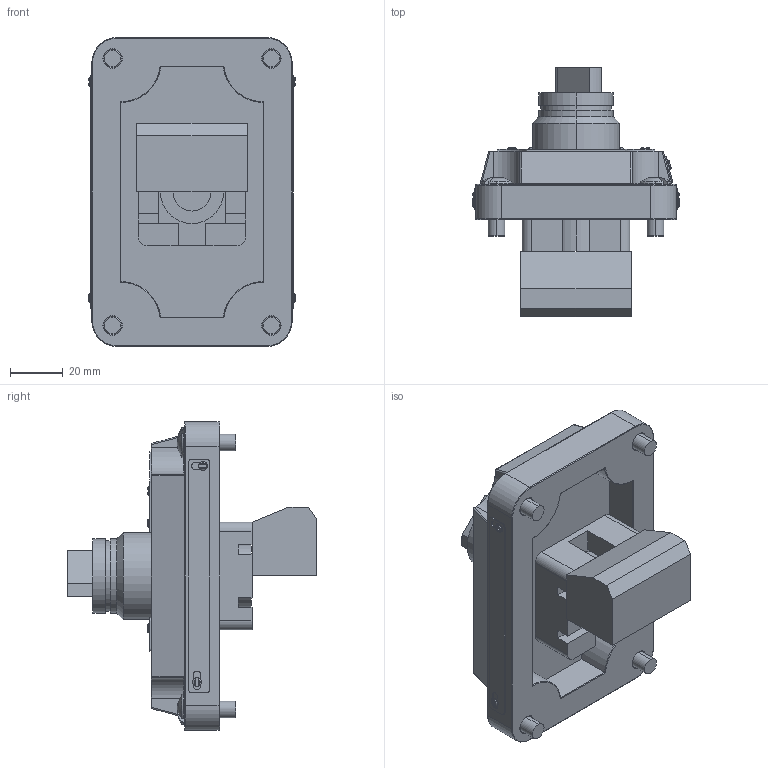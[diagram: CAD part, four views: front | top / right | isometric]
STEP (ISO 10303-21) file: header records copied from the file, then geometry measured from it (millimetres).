
FILE_DESCRIPTION (( 'STEP AP214' ), '1' );
FILE_NAME ('XCS-0S2A1.step', '2016-03-09T20:45:10', ( '' ), ( '' ), 'SwSTEP 2.0', 'SolidWorks 2015', '' );
FILE_SCHEMA (( 'AUTOMOTIVE_DESIGN' ));
Length unit declared in the file: millimetre
Products named in the file (1): XCS-0S2A1
Bounding box: 78.74 x 95.04 x 117.6 mm (x, y, z)
Volume: 212200.1 mm3; surface area: 55562.1 mm2
Topology: 10 solids, 10 shells, 500 faces, 1214 edges, 737 vertices
Faces by surface type: plane 203, cylinder 166, torus 81, bspline 24, cone 18, sphere 8
Entity records: 18175 total; most frequent: CARTESIAN_POINT 3438, DIRECTION 2554, ORIENTED_EDGE 2412, EDGE_CURVE 1206, AXIS2_PLACEMENT_3D 999, VERTEX_POINT 737, VECTOR 556, LINE 556
